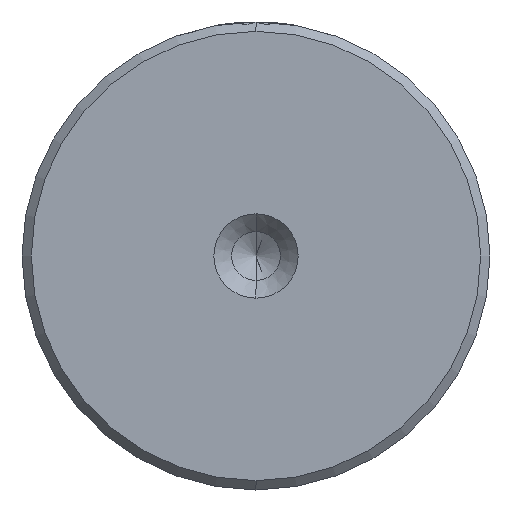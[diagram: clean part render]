
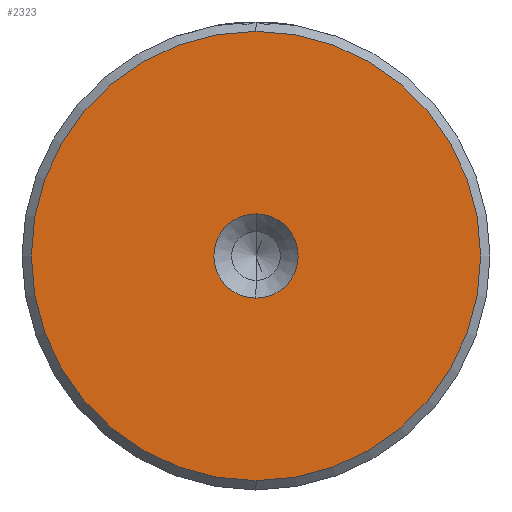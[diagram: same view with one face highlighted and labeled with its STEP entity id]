
A CAD part, left-side view. The second image highlights one B-rep face of the part: STEP entity #2323.
In plain terms, the highlighted planar face has unit normal (-1, 0, 0).
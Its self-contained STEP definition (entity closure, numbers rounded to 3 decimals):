
#3 = DIRECTION ( 'NONE',  ( -1., 0., 0. ) ) ;
#20 = CARTESIAN_POINT ( 'NONE',  ( 0., 0., 0. ) ) ;
#78 = EDGE_LOOP ( 'NONE', ( #1316, #237 ) ) ;
#142 = DIRECTION ( 'NONE',  ( 0., 0., 1. ) ) ;
#237 = ORIENTED_EDGE ( 'NONE', *, *, #1148, .T. ) ;
#525 = DIRECTION ( 'NONE',  ( -1., 0., 0. ) ) ;
#570 = EDGE_CURVE ( 'NONE', #1034, #1198, #1407, .T. ) ;
#663 = CARTESIAN_POINT ( 'NONE',  ( 0., 0., 0. ) ) ;
#675 = ORIENTED_EDGE ( 'NONE', *, *, #570, .F. ) ;
#768 = AXIS2_PLACEMENT_3D ( 'NONE', #833, #2106, #1014 ) ;
#789 = AXIS2_PLACEMENT_3D ( 'NONE', #663, #1945, #849 ) ;
#796 = EDGE_LOOP ( 'NONE', ( #675, #2282 ) ) ;
#833 = CARTESIAN_POINT ( 'NONE',  ( 0., 0., 0. ) ) ;
#849 = DIRECTION ( 'NONE',  ( 0., 0., 1. ) ) ;
#1014 = DIRECTION ( 'NONE',  ( 0., 0., 1. ) ) ;
#1034 = VERTEX_POINT ( 'NONE', #1705 ) ;
#1074 = FACE_BOUND ( 'NONE', #796, .T. ) ;
#1089 = AXIS2_PLACEMENT_3D ( 'NONE', #2012, #2369, #1280 ) ;
#1102 = PLANE ( 'NONE',  #1089 ) ;
#1148 = EDGE_CURVE ( 'NONE', #1436, #2348, #1632, .T. ) ;
#1198 = VERTEX_POINT ( 'NONE', #2304 ) ;
#1209 = CIRCLE ( 'NONE', #1260, 2.25 ) ;
#1213 = EDGE_CURVE ( 'NONE', #1198, #1034, #1209, .T. ) ;
#1236 = CARTESIAN_POINT ( 'NONE',  ( 0., 0., 0. ) ) ;
#1260 = AXIS2_PLACEMENT_3D ( 'NONE', #1236, #525, #142 ) ;
#1280 = DIRECTION ( 'NONE',  ( 0., 0., 1. ) ) ;
#1316 = ORIENTED_EDGE ( 'NONE', *, *, #1967, .T. ) ;
#1407 = CIRCLE ( 'NONE', #1769, 2.25 ) ;
#1436 = VERTEX_POINT ( 'NONE', #2146 ) ;
#1511 = FACE_OUTER_BOUND ( 'NONE', #78, .T. ) ;
#1632 = CIRCLE ( 'NONE', #789, 12. ) ;
#1705 = CARTESIAN_POINT ( 'NONE',  ( 0., 0., 2.25 ) ) ;
#1716 = CIRCLE ( 'NONE', #768, 12. ) ;
#1769 = AXIS2_PLACEMENT_3D ( 'NONE', #20, #3, #2256 ) ;
#1945 = DIRECTION ( 'NONE',  ( -1., 0., 0. ) ) ;
#1967 = EDGE_CURVE ( 'NONE', #2348, #1436, #1716, .T. ) ;
#2012 = CARTESIAN_POINT ( 'NONE',  ( 0., 0., 0. ) ) ;
#2106 = DIRECTION ( 'NONE',  ( -1., 0., 0. ) ) ;
#2146 = CARTESIAN_POINT ( 'NONE',  ( 0., 0., 12. ) ) ;
#2196 = CARTESIAN_POINT ( 'NONE',  ( 0., 0., -12. ) ) ;
#2256 = DIRECTION ( 'NONE',  ( 0., 0., 1. ) ) ;
#2282 = ORIENTED_EDGE ( 'NONE', *, *, #1213, .F. ) ;
#2304 = CARTESIAN_POINT ( 'NONE',  ( 0., 0., -2.25 ) ) ;
#2323 = ADVANCED_FACE ( 'NONE', ( #1511, #1074 ), #1102, .T. ) ;
#2348 = VERTEX_POINT ( 'NONE', #2196 ) ;
#2369 = DIRECTION ( 'NONE',  ( -1., 0., 0. ) ) ;
